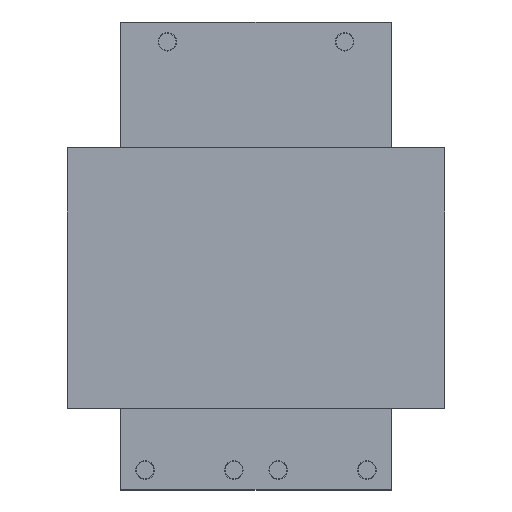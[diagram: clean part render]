
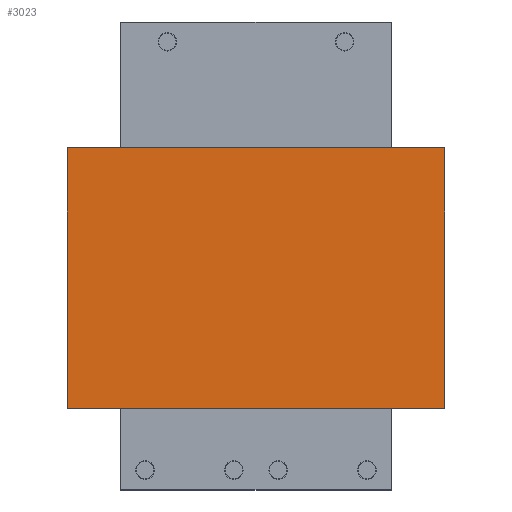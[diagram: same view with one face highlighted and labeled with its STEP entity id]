
A CAD part, top view. The second image highlights one B-rep face of the part: STEP entity #3023.
In plain terms, the highlighted planar face has unit normal (0, 0, 1).
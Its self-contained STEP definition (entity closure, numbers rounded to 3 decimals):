
#2591=DIRECTION('',(-1.,0.,0.));
#2592=VECTOR('',#2591,32.4);
#2593=CARTESIAN_POINT('',(16.2,9.282,6.303));
#2594=LINE('',#2593,#2592);
#2598=DIRECTION('',(0.,1.,0.));
#2599=VECTOR('',#2598,22.4);
#2600=CARTESIAN_POINT('',(16.2,-13.118,6.303));
#2601=LINE('',#2600,#2599);
#2605=DIRECTION('',(1.,0.,0.));
#2606=VECTOR('',#2605,32.4);
#2607=CARTESIAN_POINT('',(-16.2,-13.118,6.303));
#2608=LINE('',#2607,#2606);
#2612=DIRECTION('',(0.,-1.,0.));
#2613=VECTOR('',#2612,22.4);
#2614=CARTESIAN_POINT('',(-16.2,9.282,6.303));
#2615=LINE('',#2614,#2613);
#2687=CARTESIAN_POINT('',(16.2,9.282,6.303));
#2688=CARTESIAN_POINT('',(-16.2,9.282,6.303));
#2689=VERTEX_POINT('',#2687);
#2690=VERTEX_POINT('',#2688);
#2695=CARTESIAN_POINT('',(16.2,-13.118,6.303));
#2696=VERTEX_POINT('',#2695);
#2717=CARTESIAN_POINT('',(-16.2,-13.118,6.303));
#2718=VERTEX_POINT('',#2717);
#3012=CARTESIAN_POINT('',(-16.2,-13.118,6.303));
#3013=DIRECTION('',(0.,0.,-1.));
#3014=DIRECTION('',(0.,1.,0.));
#3015=AXIS2_PLACEMENT_3D('',#3012,#3013,#3014);
#3016=PLANE('',#3015);
#3017=ORIENTED_EDGE('',*,*,#2873,.F.);
#3018=ORIENTED_EDGE('',*,*,#2894,.F.);
#3019=ORIENTED_EDGE('',*,*,#2914,.F.);
#3020=ORIENTED_EDGE('',*,*,#3006,.F.);
#3021=EDGE_LOOP('',(#3017,#3018,#3019,#3020));
#3022=FACE_OUTER_BOUND('',#3021,.F.);
#3023=ADVANCED_FACE('',(#3022),#3016,.F.);
#2873=EDGE_CURVE('',#2689,#2690,#2594,.T.);
#2894=EDGE_CURVE('',#2696,#2689,#2601,.T.);
#2914=EDGE_CURVE('',#2718,#2696,#2608,.T.);
#3006=EDGE_CURVE('',#2690,#2718,#2615,.T.);
